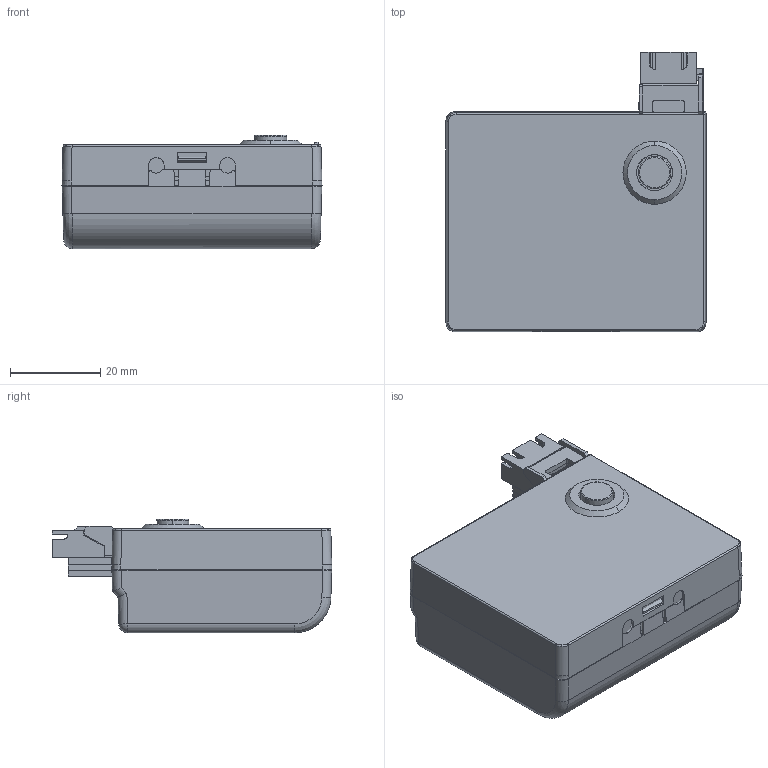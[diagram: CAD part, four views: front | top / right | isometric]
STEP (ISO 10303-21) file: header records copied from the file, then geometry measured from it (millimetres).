
FILE_DESCRIPTION (( 'STEP AP214' ), '1' );
FILE_NAME ('11636485_ MODULO MEMORIA CFW500_MMF nc.STEP', '2021-07-13T21:28:53', ( '' ), ( '' ), 'SwSTEP 2.0', 'SolidWorks 2017', '' );
FILE_SCHEMA (( 'AUTOMOTIVE_DESIGN' ));
Length unit declared in the file: inch
Products named in the file (1): 11636485_ MODULO MEMORIA CFW500_MMF nc
Bounding box: 57.55 x 61.92 x 25.1 mm (x, y, z)
Volume: 68863.4 mm3; surface area: 18763.7 mm2
Topology: 5 solids, 5 shells, 459 faces, 1198 edges, 767 vertices
Faces by surface type: plane 323, cylinder 86, bspline 21, cone 20, sphere 7, torus 2
Entity records: 14899 total; most frequent: CARTESIAN_POINT 3454, ORIENTED_EDGE 2382, DIRECTION 2136, EDGE_CURVE 1191, VECTOR 954, LINE 954, VERTEX_POINT 767, AXIS2_PLACEMENT_3D 591
